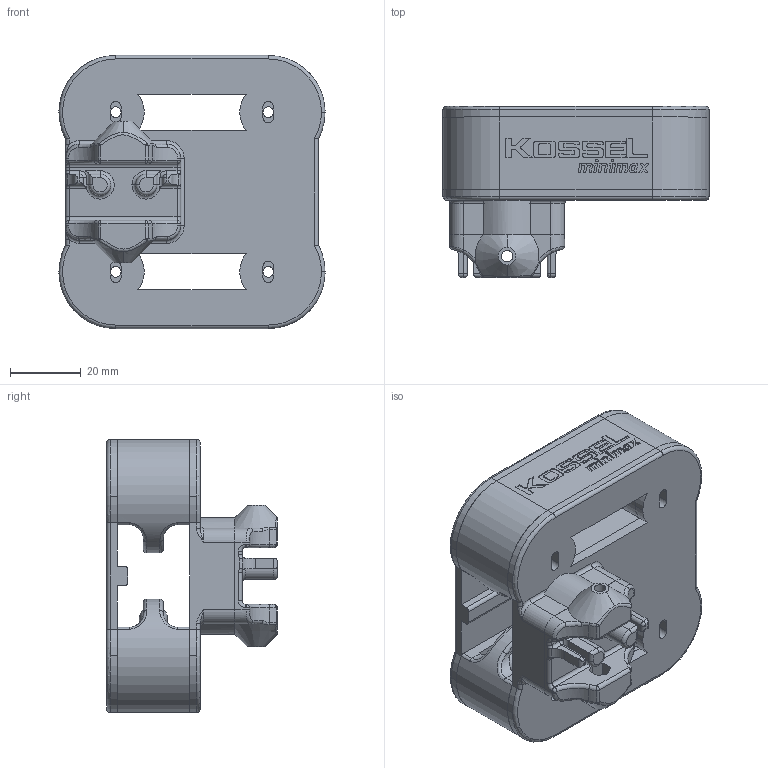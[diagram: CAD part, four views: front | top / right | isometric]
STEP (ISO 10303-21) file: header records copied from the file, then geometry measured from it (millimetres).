
FILE_DESCRIPTION (( 'STEP AP203' ), '1' );
FILE_NAME ('assembled_bearing.step', '2016-03-08T04:39:05', ( '' ), ( '' ), 'SwSTEP 2.0', 'SolidWorks 2015', '' );
FILE_SCHEMA (( 'CONFIG_CONTROL_DESIGN' ));
Length unit declared in the file: millimetre
Products named in the file (8): bearing_assembly_plate_Rodside-Nohole; rod_and_belt_carriage_Nohole; Part2^assembled_bearing; delrin_ball_5-16_inch; assembled_bearing; bearing_body; bearing_assembly_plate_Outside; loaded_bearing_body
Assembly tree (26 placements, depth 3):
  assembled_bearing
    loaded_bearing_body
      bearing_body
      delrin_ball_5-16_inch  x19
    bearing_assembly_plate_Outside
    bearing_body
    bearing_assembly_plate_Rodside-Nohole
    rod_and_belt_carriage_Nohole
    Part2^assembled_bearing
Bounding box: 75 x 48.2 x 77 mm (x, y, z)
Volume: 85674.1 mm3; surface area: 57819.2 mm2
Topology: 26 solids, 26 shells, 1001 faces, 2744 edges, 1759 vertices
Faces by surface type: plane 414, bspline 236, cylinder 205, torus 90, sphere 52, cone 4
Entity records: 25995 total; most frequent: CARTESIAN_POINT 9402, ORIENTED_EDGE 3370, DIRECTION 2877, EDGE_CURVE 1685, VERTEX_POINT 1068, AXIS2_PLACEMENT_3D 975, LINE 927, VECTOR 927
